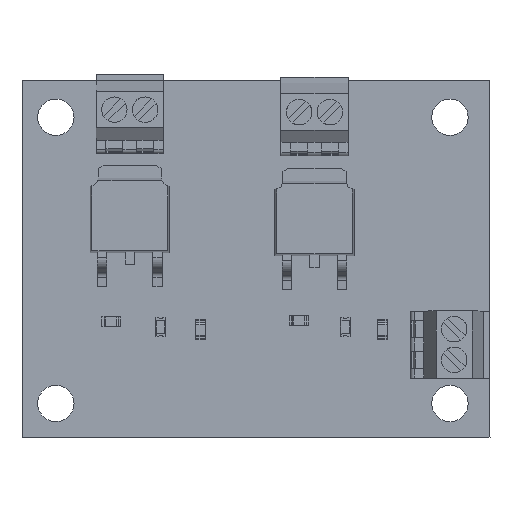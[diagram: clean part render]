
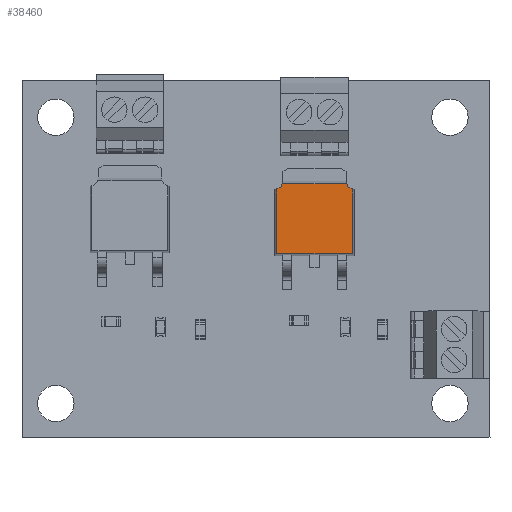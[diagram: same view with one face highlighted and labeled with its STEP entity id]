
A CAD part, top view. The second image highlights one B-rep face of the part: STEP entity #38460.
In plain terms, the highlighted face is planar.
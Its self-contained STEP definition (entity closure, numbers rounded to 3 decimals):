
#36925 = CYLINDRICAL_SURFACE('',#36926,0.668);
#36926 = AXIS2_PLACEMENT_3D('',#36927,#36928,#36929);
#36927 = CARTESIAN_POINT('',(3.27,-1.144,-3.109));
#36928 = DIRECTION('',(0.,1.,0.));
#36929 = DIRECTION('',(0.,0.,1.));
#37041 = CYLINDRICAL_SURFACE('',#37042,0.668);
#37042 = AXIS2_PLACEMENT_3D('',#37043,#37044,#37045);
#37043 = CARTESIAN_POINT('',(-3.27,-1.144,-3.109));
#37044 = DIRECTION('',(0.,1.,0.));
#37045 = DIRECTION('',(0.,0.,1.));
#37398 = PLANE('',#37399);
#37399 = AXIS2_PLACEMENT_3D('',#37400,#37401,#37402);
#37400 = CARTESIAN_POINT('',(-3.27,0.,-3.048));
#37401 = DIRECTION('',(-0.991,0.131,0.));
#37402 = DIRECTION('',(-0.131,-0.991,0.));
#37476 = PLANE('',#37477);
#37477 = AXIS2_PLACEMENT_3D('',#37478,#37479,#37480);
#37478 = CARTESIAN_POINT('',(3.27,0.,-3.048));
#37479 = DIRECTION('',(0.991,0.131,0.));
#37480 = DIRECTION('',(-0.131,0.991,0.));
#37529 = PLANE('',#37530);
#37530 = AXIS2_PLACEMENT_3D('',#37531,#37532,#37533);
#37531 = CARTESIAN_POINT('',(-3.27,0.,3.048));
#37532 = DIRECTION('',(0.,0.131,0.991));
#37533 = DIRECTION('',(0.,-0.991,0.131));
#37840 = EDGE_CURVE('',#37841,#37843,#37845,.T.);
#37841 = VERTEX_POINT('',#37842);
#37842 = CARTESIAN_POINT('',(-3.12,1.143,-2.459));
#37843 = VERTEX_POINT('',#37844);
#37844 = CARTESIAN_POINT('',(-3.12,1.143,2.897));
#37845 = SURFACE_CURVE('',#37846,(#37850,#37857),.PCURVE_S1.);
#37846 = LINE('',#37847,#37848);
#37847 = CARTESIAN_POINT('',(-3.12,1.143,-3.048));
#37848 = VECTOR('',#37849,1.);
#37849 = DIRECTION('',(0.,0.,1.));
#37850 = PCURVE('',#37398,#37851);
#37851 = DEFINITIONAL_REPRESENTATION('',(#37852),#37856);
#37852 = LINE('',#37853,#37854);
#37853 = CARTESIAN_POINT('',(-1.152,0.));
#37854 = VECTOR('',#37855,1.);
#37855 = DIRECTION('',(0.,1.));
#37856 = ( GEOMETRIC_REPRESENTATION_CONTEXT(2) 
PARAMETRIC_REPRESENTATION_CONTEXT() REPRESENTATION_CONTEXT('2D SPACE',''
  ) );
#37857 = PCURVE('',#37858,#37863);
#37858 = PLANE('',#37859);
#37859 = AXIS2_PLACEMENT_3D('',#37860,#37861,#37862);
#37860 = CARTESIAN_POINT('',(-3.27,1.143,3.048));
#37861 = DIRECTION('',(0.,1.,0.));
#37862 = DIRECTION('',(0.,0.,1.));
#37863 = DEFINITIONAL_REPRESENTATION('',(#37864),#37868);
#37864 = LINE('',#37865,#37866);
#37865 = CARTESIAN_POINT('',(-6.095,0.15));
#37866 = VECTOR('',#37867,1.);
#37867 = DIRECTION('',(1.,0.));
#37868 = ( GEOMETRIC_REPRESENTATION_CONTEXT(2) 
PARAMETRIC_REPRESENTATION_CONTEXT() REPRESENTATION_CONTEXT('2D SPACE',''
  ) );
#38191 = VERTEX_POINT('',#38192);
#38192 = CARTESIAN_POINT('',(3.12,1.143,2.897));
#38213 = EDGE_CURVE('',#37843,#38191,#38214,.T.);
#38214 = SURFACE_CURVE('',#38215,(#38219,#38226),.PCURVE_S1.);
#38215 = LINE('',#38216,#38217);
#38216 = CARTESIAN_POINT('',(-3.27,1.143,2.897));
#38217 = VECTOR('',#38218,1.);
#38218 = DIRECTION('',(1.,0.,0.));
#38219 = PCURVE('',#37529,#38220);
#38220 = DEFINITIONAL_REPRESENTATION('',(#38221),#38225);
#38221 = LINE('',#38222,#38223);
#38222 = CARTESIAN_POINT('',(-1.152,0.));
#38223 = VECTOR('',#38224,1.);
#38224 = DIRECTION('',(0.,1.));
#38225 = ( GEOMETRIC_REPRESENTATION_CONTEXT(2) 
PARAMETRIC_REPRESENTATION_CONTEXT() REPRESENTATION_CONTEXT('2D SPACE',''
  ) );
#38226 = PCURVE('',#37858,#38227);
#38227 = DEFINITIONAL_REPRESENTATION('',(#38228),#38232);
#38228 = LINE('',#38229,#38230);
#38229 = CARTESIAN_POINT('',(-0.15,0.));
#38230 = VECTOR('',#38231,1.);
#38231 = DIRECTION('',(0.,1.));
#38232 = ( GEOMETRIC_REPRESENTATION_CONTEXT(2) 
PARAMETRIC_REPRESENTATION_CONTEXT() REPRESENTATION_CONTEXT('2D SPACE',''
  ) );
#38240 = VERTEX_POINT('',#38241);
#38241 = CARTESIAN_POINT('',(3.12,1.143,-2.459));
#38286 = EDGE_CURVE('',#38191,#38240,#38287,.T.);
#38287 = SURFACE_CURVE('',#38288,(#38292,#38299),.PCURVE_S1.);
#38288 = LINE('',#38289,#38290);
#38289 = CARTESIAN_POINT('',(3.12,1.143,-3.048));
#38290 = VECTOR('',#38291,1.);
#38291 = DIRECTION('',(0.,0.,-1.));
#38292 = PCURVE('',#37476,#38293);
#38293 = DEFINITIONAL_REPRESENTATION('',(#38294),#38298);
#38294 = LINE('',#38295,#38296);
#38295 = CARTESIAN_POINT('',(1.152,0.));
#38296 = VECTOR('',#38297,1.);
#38297 = DIRECTION('',(0.,-1.));
#38298 = ( GEOMETRIC_REPRESENTATION_CONTEXT(2) 
PARAMETRIC_REPRESENTATION_CONTEXT() REPRESENTATION_CONTEXT('2D SPACE',''
  ) );
#38299 = PCURVE('',#37858,#38300);
#38300 = DEFINITIONAL_REPRESENTATION('',(#38301),#38305);
#38301 = LINE('',#38302,#38303);
#38302 = CARTESIAN_POINT('',(-6.095,6.39));
#38303 = VECTOR('',#38304,1.);
#38304 = DIRECTION('',(-1.,0.));
#38305 = ( GEOMETRIC_REPRESENTATION_CONTEXT(2) 
PARAMETRIC_REPRESENTATION_CONTEXT() REPRESENTATION_CONTEXT('2D SPACE',''
  ) );
#38322 = PLANE('',#38323);
#38323 = AXIS2_PLACEMENT_3D('',#38324,#38325,#38326);
#38324 = CARTESIAN_POINT('',(-3.27,0.,-3.048));
#38325 = DIRECTION('',(0.,0.131,-0.991));
#38326 = DIRECTION('',(0.,0.991,0.131));
#38347 = VERTEX_POINT('',#38348);
#38348 = CARTESIAN_POINT('',(-2.637,1.143,-2.897));
#38393 = EDGE_CURVE('',#38394,#38347,#38396,.T.);
#38394 = VERTEX_POINT('',#38395);
#38395 = CARTESIAN_POINT('',(2.637,1.143,-2.897));
#38396 = SURFACE_CURVE('',#38397,(#38401,#38408),.PCURVE_S1.);
#38397 = LINE('',#38398,#38399);
#38398 = CARTESIAN_POINT('',(-3.27,1.143,-2.897));
#38399 = VECTOR('',#38400,1.);
#38400 = DIRECTION('',(-1.,0.,0.));
#38401 = PCURVE('',#38322,#38402);
#38402 = DEFINITIONAL_REPRESENTATION('',(#38403),#38407);
#38403 = LINE('',#38404,#38405);
#38404 = CARTESIAN_POINT('',(1.152,0.));
#38405 = VECTOR('',#38406,1.);
#38406 = DIRECTION('',(0.,-1.));
#38407 = ( GEOMETRIC_REPRESENTATION_CONTEXT(2) 
PARAMETRIC_REPRESENTATION_CONTEXT() REPRESENTATION_CONTEXT('2D SPACE',''
  ) );
#38408 = PCURVE('',#37858,#38409);
#38409 = DEFINITIONAL_REPRESENTATION('',(#38410),#38414);
#38410 = LINE('',#38411,#38412);
#38411 = CARTESIAN_POINT('',(-5.945,0.));
#38412 = VECTOR('',#38413,1.);
#38413 = DIRECTION('',(0.,-1.));
#38414 = ( GEOMETRIC_REPRESENTATION_CONTEXT(2) 
PARAMETRIC_REPRESENTATION_CONTEXT() REPRESENTATION_CONTEXT('2D SPACE',''
  ) );
#38460 = ADVANCED_FACE('',(#38461),#37858,.T.);
#38461 = FACE_BOUND('',#38462,.T.);
#38462 = EDGE_LOOP('',(#38463,#38484,#38485,#38486,#38487,#38508));
#38463 = ORIENTED_EDGE('',*,*,#38464,.F.);
#38464 = EDGE_CURVE('',#37841,#38347,#38465,.T.);
#38465 = SURFACE_CURVE('',#38466,(#38471,#38478),.PCURVE_S1.);
#38466 = CIRCLE('',#38467,0.668);
#38467 = AXIS2_PLACEMENT_3D('',#38468,#38469,#38470);
#38468 = CARTESIAN_POINT('',(-3.27,1.143,-3.109));
#38469 = DIRECTION('',(0.,1.,0.));
#38470 = DIRECTION('',(0.,0.,-1.));
#38471 = PCURVE('',#37858,#38472);
#38472 = DEFINITIONAL_REPRESENTATION('',(#38473),#38477);
#38473 = CIRCLE('',#38474,0.668);
#38474 = AXIS2_PLACEMENT_2D('',#38475,#38476);
#38475 = CARTESIAN_POINT('',(-6.157,0.));
#38476 = DIRECTION('',(-1.,0.));
#38477 = ( GEOMETRIC_REPRESENTATION_CONTEXT(2) 
PARAMETRIC_REPRESENTATION_CONTEXT() REPRESENTATION_CONTEXT('2D SPACE',''
  ) );
#38478 = PCURVE('',#37041,#38479);
#38479 = DEFINITIONAL_REPRESENTATION('',(#38480),#38483);
#38480 = B_SPLINE_CURVE_WITH_KNOTS('',1,(#38481,#38482),.UNSPECIFIED.,
  .F.,.F.,(2,2),(3.369,4.389),
  .PIECEWISE_BEZIER_KNOTS.);
#38481 = CARTESIAN_POINT('',(0.227,2.286));
#38482 = CARTESIAN_POINT('',(1.248,2.286));
#38483 = ( GEOMETRIC_REPRESENTATION_CONTEXT(2) 
PARAMETRIC_REPRESENTATION_CONTEXT() REPRESENTATION_CONTEXT('2D SPACE',''
  ) );
#38484 = ORIENTED_EDGE('',*,*,#37840,.T.);
#38485 = ORIENTED_EDGE('',*,*,#38213,.T.);
#38486 = ORIENTED_EDGE('',*,*,#38286,.T.);
#38487 = ORIENTED_EDGE('',*,*,#38488,.F.);
#38488 = EDGE_CURVE('',#38394,#38240,#38489,.T.);
#38489 = SURFACE_CURVE('',#38490,(#38495,#38502),.PCURVE_S1.);
#38490 = CIRCLE('',#38491,0.668);
#38491 = AXIS2_PLACEMENT_3D('',#38492,#38493,#38494);
#38492 = CARTESIAN_POINT('',(3.27,1.143,-3.109));
#38493 = DIRECTION('',(0.,1.,0.));
#38494 = DIRECTION('',(0.,0.,1.));
#38495 = PCURVE('',#37858,#38496);
#38496 = DEFINITIONAL_REPRESENTATION('',(#38497),#38501);
#38497 = CIRCLE('',#38498,0.668);
#38498 = AXIS2_PLACEMENT_2D('',#38499,#38500);
#38499 = CARTESIAN_POINT('',(-6.157,6.54));
#38500 = DIRECTION('',(1.,0.));
#38501 = ( GEOMETRIC_REPRESENTATION_CONTEXT(2) 
PARAMETRIC_REPRESENTATION_CONTEXT() REPRESENTATION_CONTEXT('2D SPACE',''
  ) );
#38502 = PCURVE('',#36925,#38503);
#38503 = DEFINITIONAL_REPRESENTATION('',(#38504),#38507);
#38504 = B_SPLINE_CURVE_WITH_KNOTS('',1,(#38505,#38506),.UNSPECIFIED.,
  .F.,.F.,(2,2),(5.036,6.056),
  .PIECEWISE_BEZIER_KNOTS.);
#38505 = CARTESIAN_POINT('',(5.036,2.286));
#38506 = CARTESIAN_POINT('',(6.056,2.286));
#38507 = ( GEOMETRIC_REPRESENTATION_CONTEXT(2) 
PARAMETRIC_REPRESENTATION_CONTEXT() REPRESENTATION_CONTEXT('2D SPACE',''
  ) );
#38508 = ORIENTED_EDGE('',*,*,#38393,.T.);
